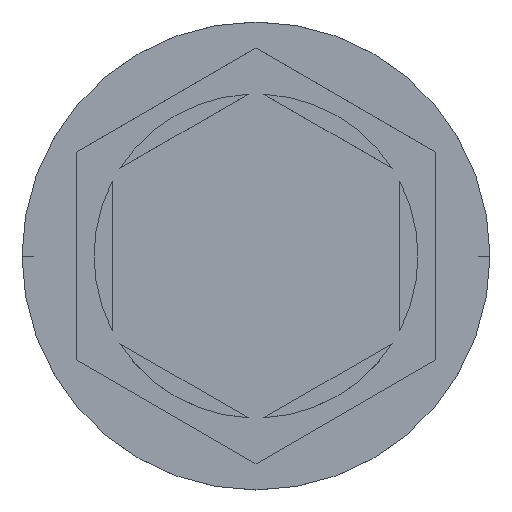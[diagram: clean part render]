
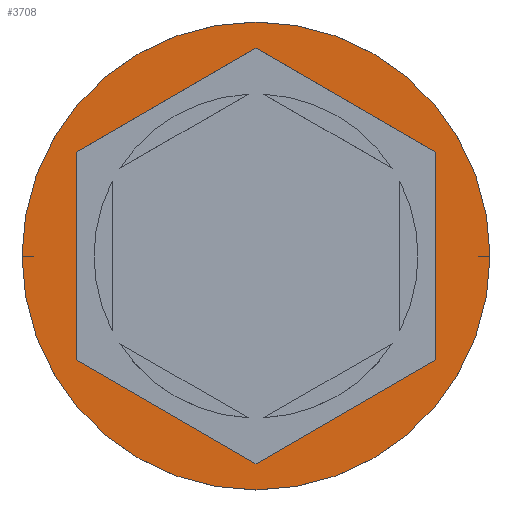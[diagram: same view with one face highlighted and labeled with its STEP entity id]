
A CAD part, top view. The second image highlights one B-rep face of the part: STEP entity #3708.
In plain terms, the highlighted planar face has unit normal (0, 0, 1).
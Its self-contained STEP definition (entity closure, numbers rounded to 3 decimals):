
#13 = CARTESIAN_POINT ( 'NONE',  ( -5., -2.887, 0. ) ) ;
#20 = CARTESIAN_POINT ( 'NONE',  ( 5., -2.887, 0. ) ) ;
#76 = CARTESIAN_POINT ( 'NONE',  ( 0., 0., 0. ) ) ;
#253 = VERTEX_POINT ( 'NONE', #822 ) ;
#277 = VERTEX_POINT ( 'NONE', #2052 ) ;
#325 = CARTESIAN_POINT ( 'NONE',  ( 5., 2.887, 0. ) ) ;
#333 = DIRECTION ( 'NONE',  ( 0., 0., 1. ) ) ;
#418 = ORIENTED_EDGE ( 'NONE', *, *, #2220, .T. ) ;
#465 = ORIENTED_EDGE ( 'NONE', *, *, #3237, .F. ) ;
#518 = CARTESIAN_POINT ( 'NONE',  ( 0., 0., 0. ) ) ;
#599 = VERTEX_POINT ( 'NONE', #13 ) ;
#718 = EDGE_CURVE ( 'NONE', #1241, #1356, #3347, .T. ) ;
#743 = DIRECTION ( 'NONE',  ( 0., 1., 0. ) ) ;
#767 = DIRECTION ( 'NONE',  ( 0., 0., 1. ) ) ;
#822 = CARTESIAN_POINT ( 'NONE',  ( -5., 2.887, 0. ) ) ;
#982 = DIRECTION ( 'NONE',  ( 0.866, 0.5, 0. ) ) ;
#992 = EDGE_CURVE ( 'NONE', #2438, #277, #2565, .T. ) ;
#995 = VERTEX_POINT ( 'NONE', #1956 ) ;
#996 = DIRECTION ( 'NONE',  ( -0.866, 0.5, 0. ) ) ;
#1041 = CARTESIAN_POINT ( 'NONE',  ( 0., 5.774, 0. ) ) ;
#1059 = CARTESIAN_POINT ( 'NONE',  ( 0., 0., 0. ) ) ;
#1080 = DIRECTION ( 'NONE',  ( 0., -1., 0. ) ) ;
#1161 = EDGE_LOOP ( 'NONE', ( #1389, #418 ) ) ;
#1222 = LINE ( 'NONE', #3303, #1318 ) ;
#1241 = VERTEX_POINT ( 'NONE', #1635 ) ;
#1318 = VECTOR ( 'NONE', #982, 1000. ) ;
#1356 = VERTEX_POINT ( 'NONE', #1913 ) ;
#1375 = AXIS2_PLACEMENT_3D ( 'NONE', #76, #333, #2770 ) ;
#1389 = ORIENTED_EDGE ( 'NONE', *, *, #718, .T. ) ;
#1459 = ORIENTED_EDGE ( 'NONE', *, *, #3778, .F. ) ;
#1498 = CARTESIAN_POINT ( 'NONE',  ( 5., -2.887, 0. ) ) ;
#1519 = VERTEX_POINT ( 'NONE', #1498 ) ;
#1523 = CARTESIAN_POINT ( 'NONE',  ( -5., -2.887, 0. ) ) ;
#1635 = CARTESIAN_POINT ( 'NONE',  ( 6.5, 0., 0. ) ) ;
#1677 = CARTESIAN_POINT ( 'NONE',  ( 5., 2.887, 0. ) ) ;
#1823 = VECTOR ( 'NONE', #1080, 1000. ) ;
#1863 = ORIENTED_EDGE ( 'NONE', *, *, #3618, .F. ) ;
#1913 = CARTESIAN_POINT ( 'NONE',  ( -6.5, 0., 0. ) ) ;
#1956 = CARTESIAN_POINT ( 'NONE',  ( 0., -5.774, 0. ) ) ;
#1980 = EDGE_LOOP ( 'NONE', ( #3279, #1459, #1863, #2165, #465, #2419 ) ) ;
#2052 = CARTESIAN_POINT ( 'NONE',  ( 0., 5.774, 0. ) ) ;
#2104 = LINE ( 'NONE', #20, #2882 ) ;
#2120 = FACE_BOUND ( 'NONE', #1980, .T. ) ;
#2152 = AXIS2_PLACEMENT_3D ( 'NONE', #518, #3822, #3531 ) ;
#2165 = ORIENTED_EDGE ( 'NONE', *, *, #3024, .F. ) ;
#2220 = EDGE_CURVE ( 'NONE', #1356, #1241, #3381, .T. ) ;
#2240 = DIRECTION ( 'NONE',  ( 1., 0., 0. ) ) ;
#2246 = VECTOR ( 'NONE', #3436, 1000. ) ;
#2262 = EDGE_CURVE ( 'NONE', #277, #253, #3751, .T. ) ;
#2419 = ORIENTED_EDGE ( 'NONE', *, *, #2262, .F. ) ;
#2438 = VERTEX_POINT ( 'NONE', #325 ) ;
#2565 = LINE ( 'NONE', #1677, #3538 ) ;
#2576 = CARTESIAN_POINT ( 'NONE',  ( -5., 2.887, 0. ) ) ;
#2736 = FACE_OUTER_BOUND ( 'NONE', #1161, .T. ) ;
#2770 = DIRECTION ( 'NONE',  ( 1., 0., 0. ) ) ;
#2813 = AXIS2_PLACEMENT_3D ( 'NONE', #1059, #767, #2240 ) ;
#2882 = VECTOR ( 'NONE', #743, 1000. ) ;
#3024 = EDGE_CURVE ( 'NONE', #599, #995, #3630, .T. ) ;
#3069 = VECTOR ( 'NONE', #3884, 1000. ) ;
#3237 = EDGE_CURVE ( 'NONE', #253, #599, #3775, .T. ) ;
#3279 = ORIENTED_EDGE ( 'NONE', *, *, #992, .F. ) ;
#3303 = CARTESIAN_POINT ( 'NONE',  ( 0., -5.774, 0. ) ) ;
#3320 = PLANE ( 'NONE',  #1375 ) ;
#3347 = CIRCLE ( 'NONE', #2152, 6.5 ) ;
#3381 = CIRCLE ( 'NONE', #2813, 6.5 ) ;
#3436 = DIRECTION ( 'NONE',  ( -0.866, -0.5, 0. ) ) ;
#3531 = DIRECTION ( 'NONE',  ( 1., 0., 0. ) ) ;
#3538 = VECTOR ( 'NONE', #996, 1000. ) ;
#3618 = EDGE_CURVE ( 'NONE', #995, #1519, #1222, .T. ) ;
#3630 = LINE ( 'NONE', #1523, #3069 ) ;
#3708 = ADVANCED_FACE ( 'NONE', ( #2120, #2736 ), #3320, .T. ) ;
#3751 = LINE ( 'NONE', #1041, #2246 ) ;
#3775 = LINE ( 'NONE', #2576, #1823 ) ;
#3778 = EDGE_CURVE ( 'NONE', #1519, #2438, #2104, .T. ) ;
#3822 = DIRECTION ( 'NONE',  ( 0., 0., 1. ) ) ;
#3884 = DIRECTION ( 'NONE',  ( 0.866, -0.5, 0. ) ) ;
